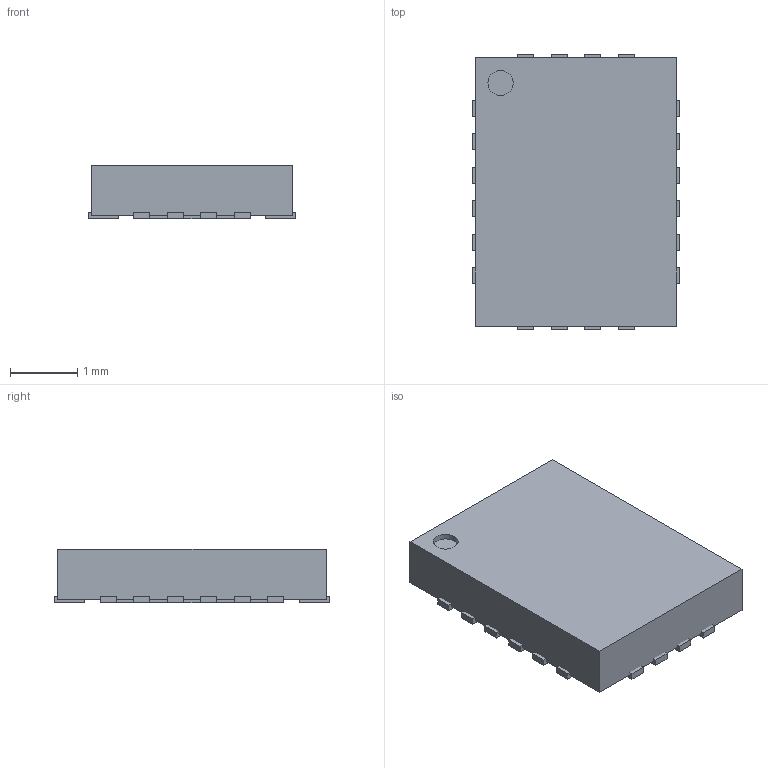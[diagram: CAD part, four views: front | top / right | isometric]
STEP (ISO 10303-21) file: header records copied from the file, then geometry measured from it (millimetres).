
FILE_DESCRIPTION(('FreeCAD Model'),'2;1');
FILE_NAME('1805407.3.1.stp','2020-04-10T17:18:49',( 'Author'),(''),'Open CASCADE STEP processor 6.9','FreeCAD','Unknown' );
FILE_SCHEMA(('AUTOMOTIVE_DESIGN { 1 0 10303 214 1 1 1 1 }'));
Length unit declared in the file: millimetre
Products named in the file (5): ASSEMBLY; Body; ThermalPin; PinsArrayLR; PinsArrayTB
Assembly tree (4 placements, depth 2):
  ASSEMBLY
    Body
    ThermalPin
    PinsArrayLR
    PinsArrayTB
Bounding box: 3.1 x 4.1 x 0.8 mm (x, y, z)
Volume: 9.6 mm3; surface area: 51.1 mm2
Topology: 22 solids, 22 shells, 134 faces, 267 edges, 178 vertices
Faces by surface type: plane 133, cylinder 1
Full cylindrical faces by diameter (mm): 0.375 x1
Entity records: 7108 total; most frequent: CARTESIAN_POINT 1118, DIRECTION 1081, LINE 797, VECTOR 797, ORIENTED_EDGE 534, PCURVE 534, DEFINITIONAL_REPRESENTATION 534, EDGE_CURVE 267
